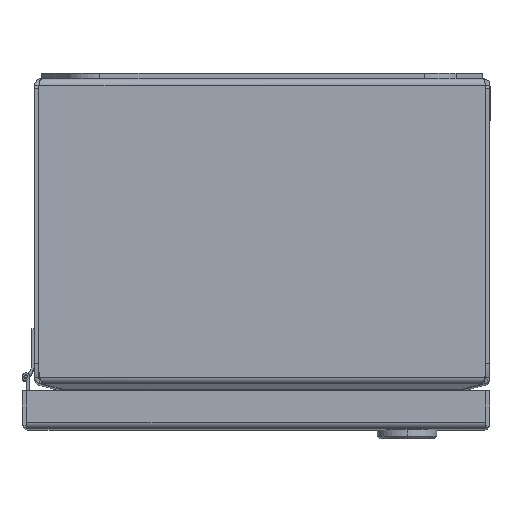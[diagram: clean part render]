
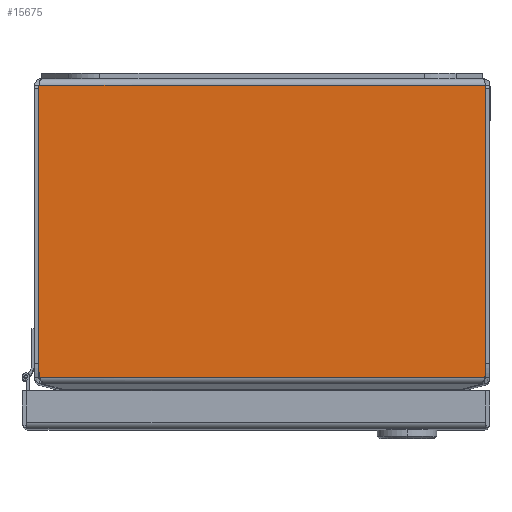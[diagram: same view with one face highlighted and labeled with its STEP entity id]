
A CAD part, top view. The second image highlights one B-rep face of the part: STEP entity #15675.
In plain terms, the highlighted planar face has unit normal (0, 0, 1).
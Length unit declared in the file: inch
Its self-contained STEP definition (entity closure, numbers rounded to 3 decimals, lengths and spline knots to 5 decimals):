
#144 = VECTOR ( 'NONE', #14046, 39.37008 ) ;
#269 = DIRECTION ( 'NONE',  ( 0., -1., 0. ) ) ;
#912 = EDGE_CURVE ( 'NONE', #1712, #23778, #4272, .T. ) ;
#1187 = CARTESIAN_POINT ( 'NONE',  ( 2.66189, -3.83953, 6. ) ) ;
#1548 = DIRECTION ( 'NONE',  ( 0., 1., 0. ) ) ;
#1712 = VERTEX_POINT ( 'NONE', #15215 ) ;
#1719 = DIRECTION ( 'NONE',  ( 0., -1., 0. ) ) ;
#1720 = VECTOR ( 'NONE', #269, 39.37008 ) ;
#1929 = ORIENTED_EDGE ( 'NONE', *, *, #19145, .F. ) ;
#2650 = DIRECTION ( 'NONE',  ( 0., 0., -1. ) ) ;
#3776 = ORIENTED_EDGE ( 'NONE', *, *, #4334, .F. ) ;
#4272 = CIRCLE ( 'NONE', #11954, 0.281 ) ;
#4334 = EDGE_CURVE ( 'NONE', #23387, #11641, #6346, .T. ) ;
#4370 = CIRCLE ( 'NONE', #7828, 0.281 ) ;
#4474 = ORIENTED_EDGE ( 'NONE', *, *, #4784, .F. ) ;
#4784 = EDGE_CURVE ( 'NONE', #11641, #1712, #16063, .T. ) ;
#4866 = CARTESIAN_POINT ( 'NONE',  ( 2.94289, -0.086, 6. ) ) ;
#5584 = AXIS2_PLACEMENT_3D ( 'NONE', #15740, #8281, #15622 ) ;
#6346 = LINE ( 'NONE', #6466, #144 ) ;
#6403 = DIRECTION ( 'NONE',  ( 0., 1., 0. ) ) ;
#6466 = CARTESIAN_POINT ( 'NONE',  ( 20.527, -0.086, 6. ) ) ;
#6811 = EDGE_LOOP ( 'NONE', ( #13008, #4474, #3776, #13016, #12962, #1929 ) ) ;
#7105 = DIRECTION ( 'NONE',  ( 0., 0., -1. ) ) ;
#7498 = LINE ( 'NONE', #20146, #19700 ) ;
#7828 = AXIS2_PLACEMENT_3D ( 'NONE', #15547, #2650, #6403 ) ;
#7935 = VERTEX_POINT ( 'NONE', #17364 ) ;
#8281 = DIRECTION ( 'NONE',  ( 0., 0., -1. ) ) ;
#8400 = FACE_OUTER_BOUND ( 'NONE', #6811, .T. ) ;
#11411 = CARTESIAN_POINT ( 'NONE',  ( -2.94289, -0.086, 6. ) ) ;
#11641 = VERTEX_POINT ( 'NONE', #4866 ) ;
#11954 = AXIS2_PLACEMENT_3D ( 'NONE', #1187, #7105, #1548 ) ;
#12962 = ORIENTED_EDGE ( 'NONE', *, *, #18002, .F. ) ;
#13008 = ORIENTED_EDGE ( 'NONE', *, *, #912, .F. ) ;
#13016 = ORIENTED_EDGE ( 'NONE', *, *, #17876, .T. ) ;
#14046 = DIRECTION ( 'NONE',  ( 1., 0., 0. ) ) ;
#14497 = CARTESIAN_POINT ( 'NONE',  ( 2.94289, -0.086, 6. ) ) ;
#14773 = VECTOR ( 'NONE', #1719, 39.37008 ) ;
#15215 = CARTESIAN_POINT ( 'NONE',  ( 2.94289, -3.83953, 6. ) ) ;
#15547 = CARTESIAN_POINT ( 'NONE',  ( -2.66189, -3.83953, 6. ) ) ;
#15622 = DIRECTION ( 'NONE',  ( 0., 1., 0. ) ) ;
#15675 = ADVANCED_FACE ( 'NONE', ( #8400 ), #23349, .F. ) ;
#15740 = CARTESIAN_POINT ( 'NONE',  ( 20.527, 0., 6. ) ) ;
#16063 = LINE ( 'NONE', #14497, #14773 ) ;
#16772 = LINE ( 'NONE', #22310, #1720 ) ;
#17364 = CARTESIAN_POINT ( 'NONE',  ( -2.92653, -3.93401, 6. ) ) ;
#17876 = EDGE_CURVE ( 'NONE', #23387, #20832, #16772, .T. ) ;
#18002 = EDGE_CURVE ( 'NONE', #7935, #20832, #4370, .T. ) ;
#18286 = CARTESIAN_POINT ( 'NONE',  ( -2.94289, -3.83953, 6. ) ) ;
#18339 = DIRECTION ( 'NONE',  ( -1., 0., 0. ) ) ;
#18823 = CARTESIAN_POINT ( 'NONE',  ( 2.92653, -3.93401, 6. ) ) ;
#19145 = EDGE_CURVE ( 'NONE', #23778, #7935, #7498, .T. ) ;
#19700 = VECTOR ( 'NONE', #18339, 39.37008 ) ;
#20146 = CARTESIAN_POINT ( 'NONE',  ( 20.527, -3.93401, 6. ) ) ;
#20832 = VERTEX_POINT ( 'NONE', #18286 ) ;
#22310 = CARTESIAN_POINT ( 'NONE',  ( -2.94289, -0.086, 6. ) ) ;
#23349 = PLANE ( 'NONE',  #5584 ) ;
#23387 = VERTEX_POINT ( 'NONE', #11411 ) ;
#23778 = VERTEX_POINT ( 'NONE', #18823 ) ;
